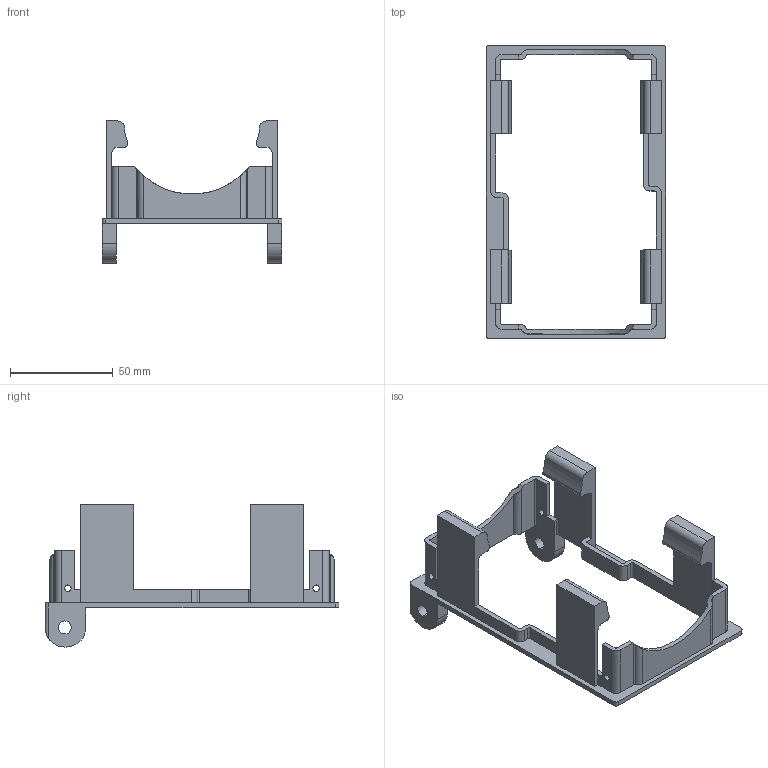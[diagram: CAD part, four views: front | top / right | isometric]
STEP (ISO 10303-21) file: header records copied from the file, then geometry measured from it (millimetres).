
FILE_DESCRIPTION (( 'STEP AP214' ), '1' );
FILE_NAME ('poptop can holder top.STEP', '2025-05-01T14:02:20', ( 'Brian Williams' ), ( 'Home' ), 'SwSTEP 2.0', 'SolidWorks 2003240', '' );
FILE_SCHEMA (( 'AUTOMOTIVE_DESIGN' ));
Length unit declared in the file: inch
Products named in the file (1): poptop can holder top
Bounding box: 87.38 x 142.62 x 69.06 mm (x, y, z)
Volume: 39274.5 mm3; surface area: 33669.1 mm2
Topology: 1 solids, 5 shells, 186 faces, 531 edges, 354 vertices
Faces by surface type: plane 101, cylinder 85
Entity records: 6255 total; most frequent: CARTESIAN_POINT 1222, ORIENTED_EDGE 1062, DIRECTION 1055, EDGE_CURVE 531, VERTEX_POINT 354, LINE 353, VECTOR 353, AXIS2_PLACEMENT_3D 351
